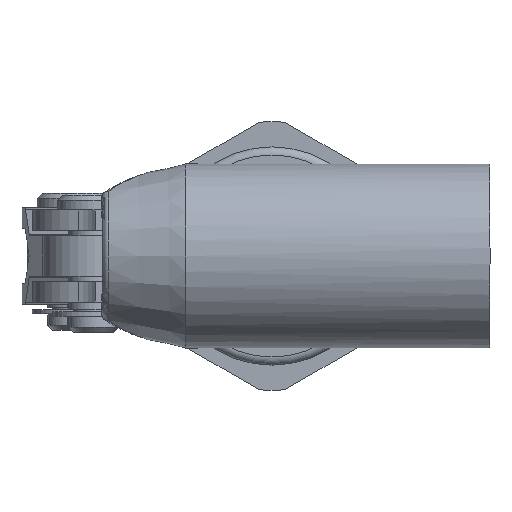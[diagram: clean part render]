
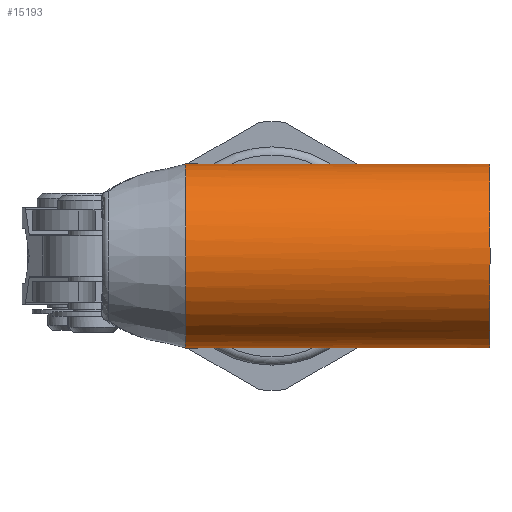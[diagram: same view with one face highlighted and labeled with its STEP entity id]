
A CAD part, left-side view. The second image highlights one B-rep face of the part: STEP entity #15193.
In plain terms, the highlighted cylindrical face has radius 14.351 mm (diameter 28.702 mm), a partial arc.
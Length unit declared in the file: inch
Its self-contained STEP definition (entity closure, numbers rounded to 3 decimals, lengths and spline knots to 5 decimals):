
#5733=DIRECTION('',(0.006,-1.,0.));
#5734=VECTOR('',#5733,1.00783);
#5735=CARTESIAN_POINT('',(-4.488,0.53473,
0.37896));
#5736=LINE('4347',#5735,#5734);
#5759=CARTESIAN_POINT('',(-4.36092,-0.82869,
0.17147));
#5785=DIRECTION('',(0.006,-1.,0.));
#5786=VECTOR('',#5785,0.45791);
#5787=CARTESIAN_POINT('',(-4.35639,-0.87403,
0.15744));
#5788=LINE('4361',#5787,#5786);
#5792=CARTESIAN_POINT('',(-4.90706,0.53234,0.));
#5793=DIRECTION('',(-0.006,1.,0.));
#5794=DIRECTION('',(0.742,0.004,-0.671));
#5795=AXIS2_PLACEMENT_3D('',#5792,#5793,#5794);
#5800=CARTESIAN_POINT('',(-4.45421,-0.57877,
0.34622));
#5801=CARTESIAN_POINT('',(-4.45814,-0.5716,
0.35125));
#5802=CARTESIAN_POINT('',(-4.46554,-0.55634,
0.36032));
#5803=CARTESIAN_POINT('',(-4.47304,-0.53506,
0.36897));
#5804=CARTESIAN_POINT('',(-4.47762,-0.51664,
0.37408));
#5805=CARTESIAN_POINT('',(-4.48105,-0.49766,
0.37781));
#5806=CARTESIAN_POINT('',(-4.48219,-0.48306,
0.37896));
#5807=CARTESIAN_POINT('',(-4.48224,-0.47308,
0.37896));
#5812=CARTESIAN_POINT('',(-4.36092,-0.82869,
0.17147));
#5813=CARTESIAN_POINT('',(-4.38152,-0.73845,
0.23452));
#5814=CARTESIAN_POINT('',(-4.41325,-0.65346,
0.29395));
#5815=CARTESIAN_POINT('',(-4.45421,-0.57877,
0.34622));
#5820=CARTESIAN_POINT('',(-4.35639,-0.87403,
0.15744));
#5821=CARTESIAN_POINT('',(-4.35641,-0.86991,
0.15744));
#5822=CARTESIAN_POINT('',(-4.35658,-0.86381,
0.1579));
#5823=CARTESIAN_POINT('',(-4.35701,-0.85685,
0.15923));
#5824=CARTESIAN_POINT('',(-4.35732,-0.85292,
0.16021));
#5825=CARTESIAN_POINT('',(-4.35768,-0.84902,
0.16134));
#5826=CARTESIAN_POINT('',(-4.35821,-0.84425,
0.16302));
#5827=CARTESIAN_POINT('',(-4.35923,-0.83699,
0.16623));
#5828=CARTESIAN_POINT('',(-4.36019,-0.83191,
0.16923));
#5829=CARTESIAN_POINT('',(-4.36092,-0.82869,
0.17147));
#5834=CARTESIAN_POINT('',(-4.89639,-1.33503,0.));
#5835=DIRECTION('',(0.006,-1.,0.));
#5836=DIRECTION('',(0.96,0.005,0.279));
#5837=AXIS2_PLACEMENT_3D('',#5834,#5835,#5836);
#5842=CARTESIAN_POINT('',(-4.36092,-0.82869,
-0.17147));
#5843=CARTESIAN_POINT('',(-4.36019,-0.83191,
-0.16923));
#5844=CARTESIAN_POINT('',(-4.35923,-0.83699,
-0.16623));
#5845=CARTESIAN_POINT('',(-4.35834,-0.84335,
-0.16342));
#5846=CARTESIAN_POINT('',(-4.35789,-0.8471,
-0.16202));
#5847=CARTESIAN_POINT('',(-4.35749,-0.85095,
-0.16074));
#5848=CARTESIAN_POINT('',(-4.35707,-0.85586,
-0.15941));
#5849=CARTESIAN_POINT('',(-4.35658,-0.86381,
-0.1579));
#5850=CARTESIAN_POINT('',(-4.35641,-0.86991,
-0.15744));
#5851=CARTESIAN_POINT('',(-4.35639,-0.87403,
-0.15744));
#5856=CARTESIAN_POINT('',(-4.45421,-0.57877,
-0.34622));
#5857=CARTESIAN_POINT('',(-4.41325,-0.65346,
-0.29395));
#5858=CARTESIAN_POINT('',(-4.38152,-0.73845,
-0.23452));
#5859=CARTESIAN_POINT('',(-4.36092,-0.82869,
-0.17147));
#5864=CARTESIAN_POINT('',(-4.48224,-0.47308,
-0.37896));
#5865=CARTESIAN_POINT('',(-4.48219,-0.48317,
-0.37896));
#5866=CARTESIAN_POINT('',(-4.48102,-0.49789,
-0.37779));
#5867=CARTESIAN_POINT('',(-4.47761,-0.51669,
-0.37407));
#5868=CARTESIAN_POINT('',(-4.47419,-0.53042,
-0.37026));
#5869=CARTESIAN_POINT('',(-4.47,-0.54365,
-0.36547));
#5870=CARTESIAN_POINT('',(-4.46363,-0.56026,
-0.35798));
#5871=CARTESIAN_POINT('',(-4.45813,-0.57162,
-0.35123));
#5872=CARTESIAN_POINT('',(-4.45421,-0.57877,
-0.34622));
#5884=DIRECTION('',(-0.006,1.,0.));
#5885=VECTOR('',#5884,0.45791);
#5886=CARTESIAN_POINT('',(-4.35377,-1.33193,
-0.15744));
#5887=LINE('4293',#5886,#5885);
#5929=CARTESIAN_POINT('',(-4.488,0.53473,
-0.37896));
#5946=DIRECTION('',(-0.006,1.,0.));
#5947=VECTOR('',#5946,1.00783);
#5948=CARTESIAN_POINT('',(-4.48224,-0.47308,
-0.37896));
#5949=LINE('4340',#5948,#5947);
#9219=CARTESIAN_POINT('',(-4.48224,-0.47308,
0.37896));
#9221=VERTEX_POINT('',#9219);
#9327=VERTEX_POINT('',#5759);
#9329=VERTEX_POINT('',#5856);
#9330=VERTEX_POINT('',#5859);
#9361=VERTEX_POINT('',#5800);
#9362=VERTEX_POINT('',#5929);
#9390=VERTEX_POINT('',#5820);
#9416=CARTESIAN_POINT('',(-4.35377,-1.33193,
-0.15744));
#9417=CARTESIAN_POINT('',(-4.35639,-0.87403,
-0.15744));
#9418=VERTEX_POINT('',#9416);
#9419=VERTEX_POINT('',#9417);
#9450=CARTESIAN_POINT('',(-4.48224,-0.47308,
-0.37896));
#9451=VERTEX_POINT('',#9450);
#9457=CARTESIAN_POINT('',(-4.488,0.53473,
0.37896));
#9458=VERTEX_POINT('',#9457);
#9463=CARTESIAN_POINT('',(-4.35377,-1.33193,
0.15744));
#9464=VERTEX_POINT('',#9463);
#15169=CARTESIAN_POINT('',(-4.89639,-1.33503,0.));
#15170=DIRECTION('',(-0.006,1.,0.));
#15171=DIRECTION('',(0.,0.,-1.));
#15172=AXIS2_PLACEMENT_3D('',#15169,#15170,#15171);
#15173=CYLINDRICAL_SURFACE('4991',#15172,0.565);
#15174=ORIENTED_EDGE('5323',*,*,#13382,.T.);
#15175=ORIENTED_EDGE('4347',*,*,#14949,.T.);
#15176=ORIENTED_EDGE('4232',*,*,#15015,.F.);
#15177=ORIENTED_EDGE('4254',*,*,#15041,.F.);
#15178=ORIENTED_EDGE('4263',*,*,#15151,.F.);
#15179=ORIENTED_EDGE('4361',*,*,#15164,.T.);
#15180=ORIENTED_EDGE('5324',*,*,#12717,.T.);
#15182=ORIENTED_EDGE('4293',*,*,#15181,.T.);
#15184=ORIENTED_EDGE('4349',*,*,#15183,.F.);
#15186=ORIENTED_EDGE('4217',*,*,#15185,.F.);
#15188=ORIENTED_EDGE('4390',*,*,#15187,.F.);
#15190=ORIENTED_EDGE('4340',*,*,#15189,.T.);
#15191=EDGE_LOOP('4991',(#15174,#15175,#15176,#15177,#15178,#15179,#15180,
#15182,#15184,#15186,#15188,#15190));
#15192=FACE_OUTER_BOUND('4991',#15191,.F.);
#5796=CIRCLE('5323',#5795,0.565);
#5808=B_SPLINE_CURVE_WITH_KNOTS('4232',3,(#5800,#5801,#5802,#5803,#5804,#5805,
#5806,#5807),.UNSPECIFIED.,.F.,.F.,(4,1,1,1,1,4),(0.,0.25,0.5,0.625,
0.75,1.),.UNSPECIFIED.);
#5816=B_SPLINE_CURVE_WITH_KNOTS('4254',3,(#5812,#5813,#5814,#5815),
.UNSPECIFIED.,.F.,.F.,(4,4),(0.,1.),.UNSPECIFIED.);
#5830=B_SPLINE_CURVE_WITH_KNOTS('4263',3,(#5820,#5821,#5822,#5823,#5824,#5825,
#5826,#5827,#5828,#5829),.UNSPECIFIED.,.F.,.F.,(4,1,1,1,1,1,1,4),(0.,0.25,
0.375,0.4375,0.5,0.625,0.75,1.),.UNSPECIFIED.);
#5838=CIRCLE('5324',#5837,0.565);
#5852=B_SPLINE_CURVE_WITH_KNOTS('4349',3,(#5842,#5843,#5844,#5845,#5846,#5847,
#5848,#5849,#5850,#5851),.UNSPECIFIED.,.F.,.F.,(4,1,1,1,1,1,1,4),(0.,0.25,
0.375,0.4375,0.5,0.625,0.75,1.),.UNSPECIFIED.);
#5860=B_SPLINE_CURVE_WITH_KNOTS('4217',3,(#5856,#5857,#5858,#5859),
.UNSPECIFIED.,.F.,.F.,(4,4),(0.,1.),.UNSPECIFIED.);
#5873=B_SPLINE_CURVE_WITH_KNOTS('4390',3,(#5864,#5865,#5866,#5867,#5868,#5869,
#5870,#5871,#5872),.UNSPECIFIED.,.F.,.F.,(4,1,1,1,1,1,4),(0.,0.25,0.375,
0.5,0.625,0.75,1.),.UNSPECIFIED.);
#12717=EDGE_CURVE('5324',#9464,#9418,#5838,.T.);
#13382=EDGE_CURVE('5323',#9362,#9458,#5796,.T.);
#14949=EDGE_CURVE('4347',#9458,#9221,#5736,.T.);
#15015=EDGE_CURVE('4232',#9361,#9221,#5808,.T.);
#15041=EDGE_CURVE('4254',#9327,#9361,#5816,.T.);
#15151=EDGE_CURVE('4263',#9390,#9327,#5830,.T.);
#15164=EDGE_CURVE('4361',#9390,#9464,#5788,.T.);
#15181=EDGE_CURVE('4293',#9418,#9419,#5887,.T.);
#15183=EDGE_CURVE('4349',#9330,#9419,#5852,.T.);
#15185=EDGE_CURVE('4217',#9329,#9330,#5860,.T.);
#15187=EDGE_CURVE('4390',#9451,#9329,#5873,.T.);
#15189=EDGE_CURVE('4340',#9451,#9362,#5949,.T.);
#15193=ADVANCED_FACE('4991',(#15192),#15173,.T.);
